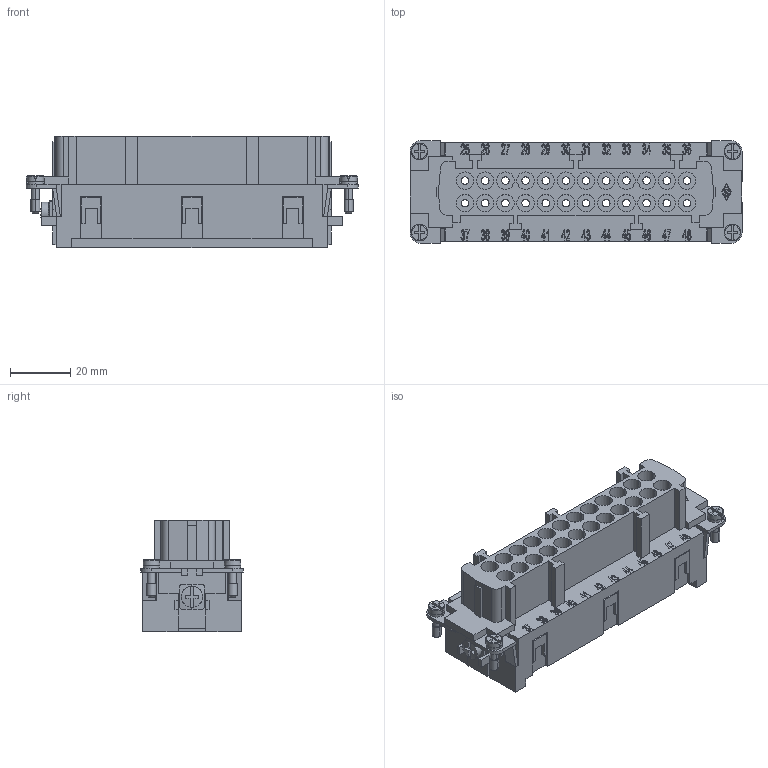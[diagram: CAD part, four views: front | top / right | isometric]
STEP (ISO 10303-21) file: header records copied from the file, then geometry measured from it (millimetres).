
FILE_DESCRIPTION((''),'2;1');
FILE_NAME('CCEF 24 N.stp','2006-10-25T09:11:50',('gembarski'),(''),'Autodesk Inventor 7','Autodesk Inventor 7','');
FILE_SCHEMA(('AUTOMOTIVE_DESIGN { 1 0 10303 214 1 1 1 1 }'));
Length unit declared in the file: millimetre
Products named in the file (1): CCEF 24 N
Bounding box: 110.3 x 34 x 37 mm (x, y, z)
Volume: 69847.5 mm3; surface area: 33796.9 mm2
Topology: 1 solids, 1 shells, 2304 faces, 6210 edges, 4127 vertices
Faces by surface type: bspline 1193, plane 1009, cylinder 86, torus 8, cone 4, sphere 4
Entity records: 78462 total; most frequent: CARTESIAN_POINT 26815, ORIENTED_EDGE 12424, DIRECTION 7356, EDGE_CURVE 6212, VERTEX_POINT 4127, VECTOR 3978, LINE 3978, EDGE_LOOP 2593
